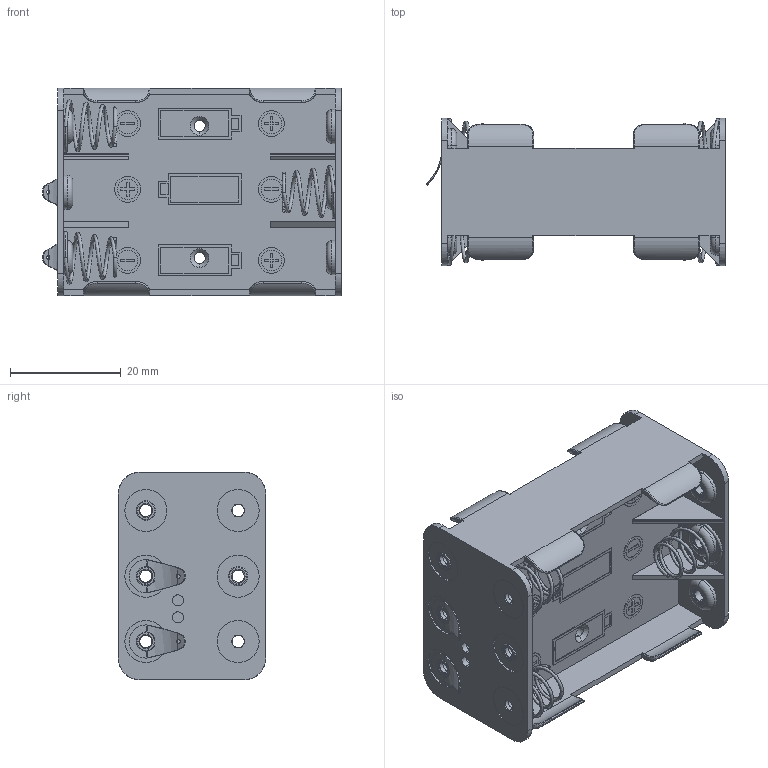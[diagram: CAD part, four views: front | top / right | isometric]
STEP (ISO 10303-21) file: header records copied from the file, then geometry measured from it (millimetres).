
FILE_DESCRIPTION (( 'STEP AP214' ), '1' );
FILE_NAME ('BH26AAAL.STEP', '2019-11-19T06:21:43', ( '' ), ( '' ), 'SwSTEP 2.0', 'SolidWorks 2017', '' );
FILE_SCHEMA (( 'AUTOMOTIVE_DESIGN' ));
Length unit declared in the file: millimetre
Products named in the file (1): BH26AAAL
Bounding box: 54.03 x 26.67 x 37.59 mm (x, y, z)
Volume: 10682.7 mm3; surface area: 15376.9 mm2
Topology: 13 solids, 13 shells, 1007 faces, 2421 edges, 1536 vertices
Faces by surface type: plane 440, cylinder 341, torus 162, bspline 56, cone 8
Entity records: 40799 total; most frequent: CARTESIAN_POINT 16977, DIRECTION 5083, ORIENTED_EDGE 4818, EDGE_CURVE 2409, AXIS2_PLACEMENT_3D 1938, VERTEX_POINT 1530, LINE 1207, VECTOR 1207
